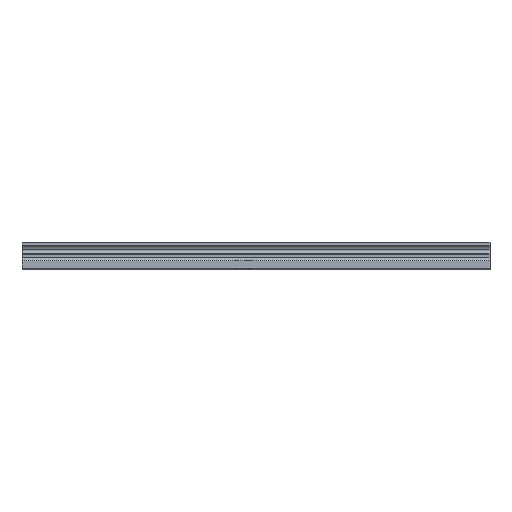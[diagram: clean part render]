
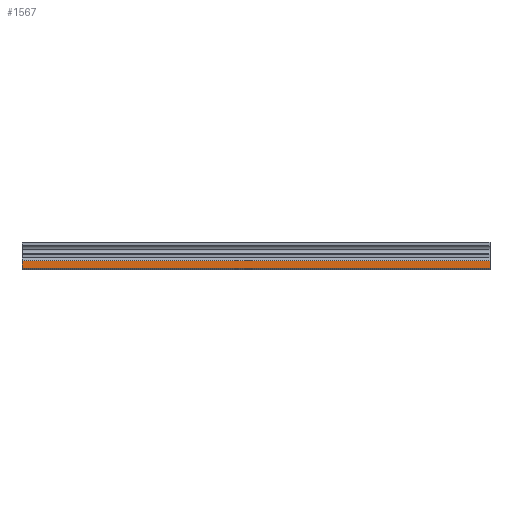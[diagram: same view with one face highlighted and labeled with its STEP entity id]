
A CAD part, top view. The second image highlights one B-rep face of the part: STEP entity #1567.
In plain terms, the highlighted planar face has unit normal (0, 0, 1).
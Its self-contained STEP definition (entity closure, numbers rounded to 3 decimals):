
#37 = VERTEX_POINT ( 'NONE', #1203 ) ;
#84 = VERTEX_POINT ( 'NONE', #1505 ) ;
#173 = EDGE_CURVE ( 'NONE', #1883, #84, #1052, .T. ) ;
#332 = CARTESIAN_POINT ( 'NONE',  ( -20., 3.1, 21. ) ) ;
#380 = CARTESIAN_POINT ( 'NONE',  ( 140., 0.5, 21. ) ) ;
#501 = EDGE_CURVE ( 'NONE', #37, #1541, #1165, .T. ) ;
#561 = FACE_OUTER_BOUND ( 'NONE', #1677, .T. ) ;
#614 = ORIENTED_EDGE ( 'NONE', *, *, #1264, .F. ) ;
#706 = LINE ( 'NONE', #1344, #1356 ) ;
#810 = EDGE_CURVE ( 'NONE', #1883, #37, #902, .T. ) ;
#878 = DIRECTION ( 'NONE',  ( -1., 0., 0. ) ) ;
#887 = PLANE ( 'NONE',  #1027 ) ;
#891 = CARTESIAN_POINT ( 'NONE',  ( 140., 3.1, 21. ) ) ;
#902 = LINE ( 'NONE', #1537, #1436 ) ;
#1011 = DIRECTION ( 'NONE',  ( 1., 0., 0. ) ) ;
#1027 = AXIS2_PLACEMENT_3D ( 'NONE', #1048, #1237, #878 ) ;
#1048 = CARTESIAN_POINT ( 'NONE',  ( 140., 3.1, 21. ) ) ;
#1052 = LINE ( 'NONE', #891, #1159 ) ;
#1159 = VECTOR ( 'NONE', #1673, 1000. ) ;
#1165 = LINE ( 'NONE', #380, #1873 ) ;
#1203 = CARTESIAN_POINT ( 'NONE',  ( -20., 0.5, 21. ) ) ;
#1237 = DIRECTION ( 'NONE',  ( 0., 0., -1. ) ) ;
#1264 = EDGE_CURVE ( 'NONE', #84, #1541, #706, .T. ) ;
#1344 = CARTESIAN_POINT ( 'NONE',  ( 140., 5.27, 21. ) ) ;
#1356 = VECTOR ( 'NONE', #1775, 1000. ) ;
#1436 = VECTOR ( 'NONE', #2018, 1000. ) ;
#1505 = CARTESIAN_POINT ( 'NONE',  ( 140., 3.1, 21. ) ) ;
#1535 = CARTESIAN_POINT ( 'NONE',  ( 140., 0.5, 21. ) ) ;
#1537 = CARTESIAN_POINT ( 'NONE',  ( -20., 5.27, 21. ) ) ;
#1541 = VERTEX_POINT ( 'NONE', #1535 ) ;
#1567 = ADVANCED_FACE ( 'NONE', ( #561 ), #887, .F. ) ;
#1625 = ORIENTED_EDGE ( 'NONE', *, *, #810, .T. ) ;
#1649 = ORIENTED_EDGE ( 'NONE', *, *, #501, .T. ) ;
#1673 = DIRECTION ( 'NONE',  ( 1., 0., 0. ) ) ;
#1677 = EDGE_LOOP ( 'NONE', ( #1649, #614, #1935, #1625 ) ) ;
#1775 = DIRECTION ( 'NONE',  ( 0., -1., 0. ) ) ;
#1873 = VECTOR ( 'NONE', #1011, 1000. ) ;
#1883 = VERTEX_POINT ( 'NONE', #332 ) ;
#1935 = ORIENTED_EDGE ( 'NONE', *, *, #173, .F. ) ;
#2018 = DIRECTION ( 'NONE',  ( 0., -1., 0. ) ) ;
